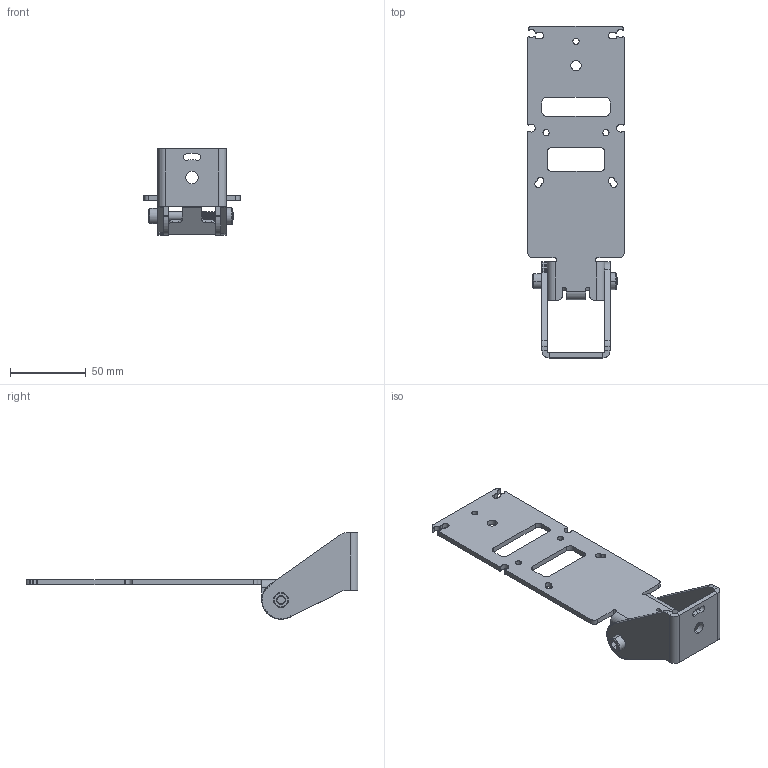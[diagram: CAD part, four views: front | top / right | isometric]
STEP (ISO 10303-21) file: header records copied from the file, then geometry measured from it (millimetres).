
FILE_DESCRIPTION (( 'STEP AP203' ), '1' );
FILE_NAME ('PTU-AC.STEP', '2021-11-09T18:39:28', ( '' ), ( '' ), 'SwSTEP 2.0', 'SolidWorks 2021', '' );
FILE_SCHEMA (( 'CONFIG_CONTROL_DESIGN' ));
Length unit declared in the file: inch
Products named in the file (6): 200301; 200300_BOM; 201031; PTU-AC; 91292A144_91292A144; SP-M6-2
Assembly tree (5 placements, depth 3):
  PTU-AC
    200300_BOM
      200301
      SP-M6-2
    201031
    91292A144_91292A144
Bounding box: 63.5 x 219.2 x 57.15 mm (x, y, z)
Volume: 56403.2 mm3; surface area: 39127.9 mm2
Topology: 4 solids, 4 shells, 491 faces, 1354 edges, 882 vertices
Faces by surface type: cylinder 295, plane 169, cone 24, bspline 3
Entity records: 20419 total; most frequent: CARTESIAN_POINT 7052, DIRECTION 2754, ORIENTED_EDGE 2708, EDGE_CURVE 1354, AXIS2_PLACEMENT_3D 1017, VERTEX_POINT 882, VECTOR 720, LINE 720
